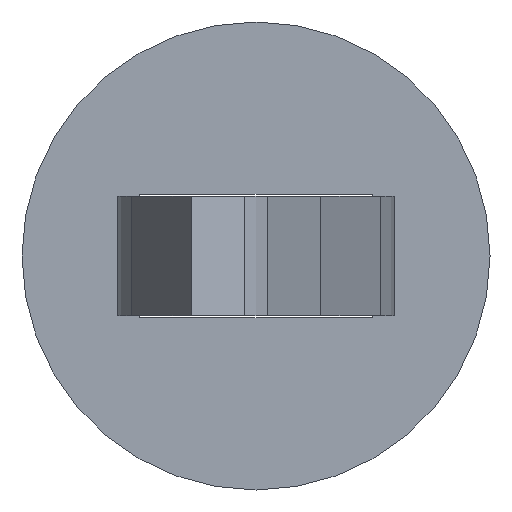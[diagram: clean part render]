
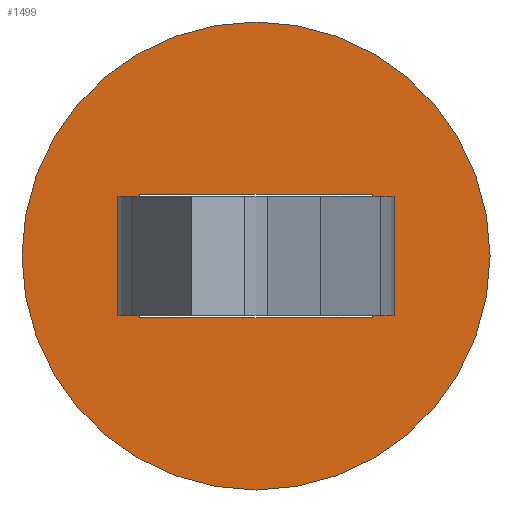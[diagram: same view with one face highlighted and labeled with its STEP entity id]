
A CAD part, front view. The second image highlights one B-rep face of the part: STEP entity #1499.
In plain terms, the highlighted planar face has unit normal (0, -1, 0).
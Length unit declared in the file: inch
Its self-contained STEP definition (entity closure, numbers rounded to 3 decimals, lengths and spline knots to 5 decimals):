
#38 = CARTESIAN_POINT ( 'NONE',  ( -0.02472, -0.07907, 0.02614 ) ) ;
#85 = VECTOR ( 'NONE', #280, 39.37008 ) ;
#100 = VERTEX_POINT ( 'NONE', #1326 ) ;
#104 = AXIS2_PLACEMENT_3D ( 'NONE', #1449, #1478, #2025 ) ;
#124 = DIRECTION ( 'NONE',  ( 0., 0., 1. ) ) ;
#130 = LINE ( 'NONE', #1729, #487 ) ;
#220 = DIRECTION ( 'NONE',  ( 0., 0., -1. ) ) ;
#234 = DIRECTION ( 'NONE',  ( 0., 1., 0. ) ) ;
#252 = CARTESIAN_POINT ( 'NONE',  ( 0.00628, -0.07907, 0.00964 ) ) ;
#275 = EDGE_LOOP ( 'NONE', ( #472, #304, #1515, #846 ) ) ;
#280 = DIRECTION ( 'NONE',  ( 1., 0., 0. ) ) ;
#304 = ORIENTED_EDGE ( 'NONE', *, *, #1800, .F. ) ;
#374 = LINE ( 'NONE', #38, #711 ) ;
#400 = LINE ( 'NONE', #1269, #85 ) ;
#472 = ORIENTED_EDGE ( 'NONE', *, *, #1925, .F. ) ;
#487 = VECTOR ( 'NONE', #124, 39.37008 ) ;
#504 = VERTEX_POINT ( 'NONE', #555 ) ;
#555 = CARTESIAN_POINT ( 'NONE',  ( 0.03728, -0.07907, 0.02614 ) ) ;
#646 = AXIS2_PLACEMENT_3D ( 'NONE', #252, #234, #220 ) ;
#711 = VECTOR ( 'NONE', #1817, 39.37008 ) ;
#846 = ORIENTED_EDGE ( 'NONE', *, *, #1940, .F. ) ;
#1060 = VECTOR ( 'NONE', #2028, 39.37008 ) ;
#1089 = ORIENTED_EDGE ( 'NONE', *, *, #1169, .F. ) ;
#1113 = CARTESIAN_POINT ( 'NONE',  ( 0.00628, -0.07907, 0.02614 ) ) ;
#1169 = EDGE_CURVE ( 'NONE', #1819, #1819, #1825, .T. ) ;
#1269 = CARTESIAN_POINT ( 'NONE',  ( 0.03728, -0.07907, -0.00686 ) ) ;
#1326 = CARTESIAN_POINT ( 'NONE',  ( -0.02472, -0.07907, -0.00686 ) ) ;
#1368 = CARTESIAN_POINT ( 'NONE',  ( -0.02472, -0.07907, 0.02614 ) ) ;
#1449 = CARTESIAN_POINT ( 'NONE',  ( 0.00628, -0.07907, 0.00964 ) ) ;
#1473 = CARTESIAN_POINT ( 'NONE',  ( 0.00628, -0.07907, -0.05286 ) ) ;
#1478 = DIRECTION ( 'NONE',  ( 0., 1., 0. ) ) ;
#1499 = ADVANCED_FACE ( 'NONE', ( #2036, #1756 ), #2067, .F. ) ;
#1513 = VERTEX_POINT ( 'NONE', #1645 ) ;
#1515 = ORIENTED_EDGE ( 'NONE', *, *, #1647, .F. ) ;
#1645 = CARTESIAN_POINT ( 'NONE',  ( 0.03728, -0.07907, -0.00686 ) ) ;
#1647 = EDGE_CURVE ( 'NONE', #1658, #100, #374, .T. ) ;
#1658 = VERTEX_POINT ( 'NONE', #1368 ) ;
#1698 = EDGE_LOOP ( 'NONE', ( #1089 ) ) ;
#1707 = LINE ( 'NONE', #1113, #1060 ) ;
#1729 = CARTESIAN_POINT ( 'NONE',  ( 0.03728, -0.07907, 0.02614 ) ) ;
#1756 = FACE_OUTER_BOUND ( 'NONE', #1698, .T. ) ;
#1800 = EDGE_CURVE ( 'NONE', #100, #1513, #400, .T. ) ;
#1817 = DIRECTION ( 'NONE',  ( 0., 0., -1. ) ) ;
#1819 = VERTEX_POINT ( 'NONE', #1473 ) ;
#1825 = CIRCLE ( 'NONE', #646, 0.0625 ) ;
#1925 = EDGE_CURVE ( 'NONE', #1513, #504, #130, .T. ) ;
#1940 = EDGE_CURVE ( 'NONE', #504, #1658, #1707, .T. ) ;
#2025 = DIRECTION ( 'NONE',  ( 0., 0., 1. ) ) ;
#2028 = DIRECTION ( 'NONE',  ( -1., 0., 0. ) ) ;
#2036 = FACE_BOUND ( 'NONE', #275, .T. ) ;
#2067 = PLANE ( 'NONE',  #104 ) ;
